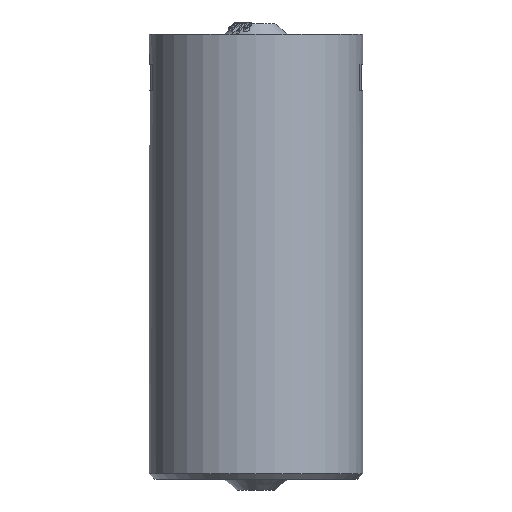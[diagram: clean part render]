
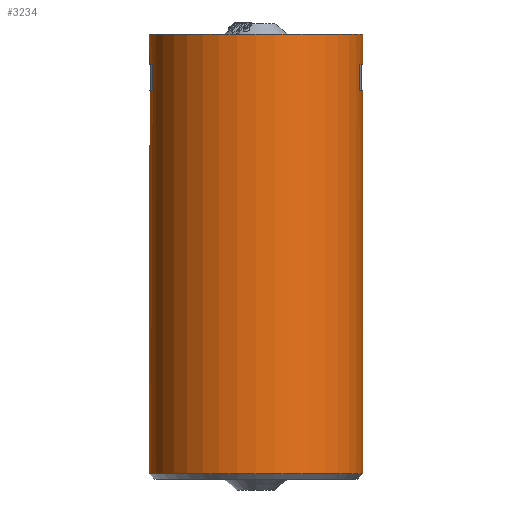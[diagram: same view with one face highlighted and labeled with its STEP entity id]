
A CAD part, front view. The second image highlights one B-rep face of the part: STEP entity #3234.
In plain terms, the highlighted cylindrical face has radius 9.85 mm (diameter 19.7 mm), a full revolution.
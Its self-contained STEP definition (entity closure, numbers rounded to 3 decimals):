
#41=FACE_BOUND('',#915,.T.);
#719=FACE_OUTER_BOUND('',#914,.T.);
#914=EDGE_LOOP('',(#2959,#2960,#2961,#2962,#2963,#2964,#2965,#2966,#2967,
#2968,#2969,#2970,#2971,#2972));
#915=EDGE_LOOP('',(#2973,#2974,#2975,#2976));
#980=CIRCLE('',#3410,9.85);
#981=CIRCLE('',#3411,9.85);
#982=CIRCLE('',#3414,9.85);
#983=CIRCLE('',#3417,9.85);
#984=CIRCLE('',#3418,9.85);
#987=CIRCLE('',#3430,9.85);
#989=CIRCLE('',#3432,9.85);
#990=CIRCLE('',#3435,9.85);
#991=CIRCLE('',#3436,9.85);
#992=CIRCLE('',#3437,9.85);
#1157=LINE('',#7091,#1349);
#1161=LINE('',#7101,#1353);
#1173=LINE('',#7174,#1365);
#1174=LINE('',#7176,#1366);
#1175=LINE('',#7178,#1367);
#1176=LINE('',#7181,#1368);
#1349=VECTOR('',#3906,10.);
#1353=VECTOR('',#3916,10.);
#1365=VECTOR('',#3966,9.85);
#1366=VECTOR('',#3969,9.85);
#1367=VECTOR('',#3970,10.);
#1368=VECTOR('',#3973,10.);
#1648=VERTEX_POINT('',#7083);
#1649=VERTEX_POINT('',#7084);
#1650=VERTEX_POINT('',#7088);
#1651=VERTEX_POINT('',#7090);
#1652=VERTEX_POINT('',#7094);
#1653=VERTEX_POINT('',#7098);
#1654=VERTEX_POINT('',#7100);
#1655=VERTEX_POINT('',#7104);
#1656=VERTEX_POINT('',#7106);
#1669=VERTEX_POINT('',#7164);
#1670=VERTEX_POINT('',#7165);
#1672=VERTEX_POINT('',#7173);
#1673=VERTEX_POINT('',#7177);
#1674=VERTEX_POINT('',#7180);
#2076=EDGE_CURVE('',#1648,#1649,#980,.T.);
#2077=EDGE_CURVE('',#1649,#1648,#981,.T.);
#2079=EDGE_CURVE('',#1651,#1650,#1157,.T.);
#2082=EDGE_CURVE('',#1650,#1652,#982,.T.);
#2084=EDGE_CURVE('',#1654,#1653,#1161,.T.);
#2087=EDGE_CURVE('',#1656,#1655,#983,.T.);
#2088=EDGE_CURVE('',#1653,#1656,#984,.T.);
#2107=EDGE_CURVE('',#1669,#1670,#987,.T.);
#2110=EDGE_CURVE('',#1670,#1669,#989,.T.);
#2111=EDGE_CURVE('',#1649,#1672,#1173,.T.);
#2112=EDGE_CURVE('',#1672,#1654,#990,.T.);
#2113=EDGE_CURVE('',#1656,#1669,#1174,.T.);
#2114=EDGE_CURVE('',#1655,#1673,#1175,.T.);
#2115=EDGE_CURVE('',#1673,#1672,#991,.T.);
#2116=EDGE_CURVE('',#1652,#1674,#1176,.T.);
#2117=EDGE_CURVE('',#1674,#1651,#992,.T.);
#2959=ORIENTED_EDGE('',*,*,#2076,.T.);
#2960=ORIENTED_EDGE('',*,*,#2111,.T.);
#2961=ORIENTED_EDGE('',*,*,#2112,.T.);
#2962=ORIENTED_EDGE('',*,*,#2084,.T.);
#2963=ORIENTED_EDGE('',*,*,#2088,.T.);
#2964=ORIENTED_EDGE('',*,*,#2113,.T.);
#2965=ORIENTED_EDGE('',*,*,#2110,.F.);
#2966=ORIENTED_EDGE('',*,*,#2107,.F.);
#2967=ORIENTED_EDGE('',*,*,#2113,.F.);
#2968=ORIENTED_EDGE('',*,*,#2087,.T.);
#2969=ORIENTED_EDGE('',*,*,#2114,.T.);
#2970=ORIENTED_EDGE('',*,*,#2115,.T.);
#2971=ORIENTED_EDGE('',*,*,#2111,.F.);
#2972=ORIENTED_EDGE('',*,*,#2077,.T.);
#2973=ORIENTED_EDGE('',*,*,#2079,.T.);
#2974=ORIENTED_EDGE('',*,*,#2082,.T.);
#2975=ORIENTED_EDGE('',*,*,#2116,.T.);
#2976=ORIENTED_EDGE('',*,*,#2117,.T.);
#3070=CYLINDRICAL_SURFACE('',#3434,9.85);
#3234=ADVANCED_FACE('',(#719,#41),#3070,.T.);
#3410=AXIS2_PLACEMENT_3D('',#7085,#3899,#3900);
#3411=AXIS2_PLACEMENT_3D('',#7086,#3901,#3902);
#3414=AXIS2_PLACEMENT_3D('',#7096,#3911,#3912);
#3417=AXIS2_PLACEMENT_3D('',#7107,#3921,#3922);
#3418=AXIS2_PLACEMENT_3D('',#7108,#3923,#3924);
#3430=AXIS2_PLACEMENT_3D('',#7166,#3955,#3956);
#3432=AXIS2_PLACEMENT_3D('',#7170,#3960,#3961);
#3434=AXIS2_PLACEMENT_3D('',#7172,#3964,#3965);
#3435=AXIS2_PLACEMENT_3D('',#7175,#3967,#3968);
#3436=AXIS2_PLACEMENT_3D('',#7179,#3971,#3972);
#3437=AXIS2_PLACEMENT_3D('',#7182,#3974,#3975);
#3899=DIRECTION('center_axis',(0.,0.,
-1.));
#3900=DIRECTION('ref_axis',(0.,-1.,0.));
#3901=DIRECTION('center_axis',(0.,0.,
-1.));
#3902=DIRECTION('ref_axis',(0.,-1.,0.));
#3906=DIRECTION('',(0.,0.,1.));
#3911=DIRECTION('center_axis',(0.,0.,
1.));
#3912=DIRECTION('ref_axis',(-1.,0.,0.));
#3916=DIRECTION('',(0.,0.,-1.));
#3921=DIRECTION('center_axis',(0.,0.,
-1.));
#3922=DIRECTION('ref_axis',(-1.,0.,0.));
#3923=DIRECTION('center_axis',(0.,0.,
-1.));
#3924=DIRECTION('ref_axis',(-1.,0.,0.));
#3955=DIRECTION('center_axis',(0.,0.,
-1.));
#3956=DIRECTION('ref_axis',(1.,0.,0.));
#3960=DIRECTION('center_axis',(0.,0.,
-1.));
#3961=DIRECTION('ref_axis',(1.,0.,0.));
#3964=DIRECTION('center_axis',(0.,0.,
1.));
#3965=DIRECTION('ref_axis',(-1.,0.,0.));
#3966=DIRECTION('',(0.,0.,-1.));
#3967=DIRECTION('center_axis',(0.,0.,
1.));
#3968=DIRECTION('ref_axis',(-1.,0.,0.));
#3969=DIRECTION('',(0.,0.,-1.));
#3970=DIRECTION('',(0.,0.,1.));
#3971=DIRECTION('center_axis',(0.,0.,
1.));
#3972=DIRECTION('ref_axis',(-1.,0.,0.));
#3973=DIRECTION('',(0.,0.,-1.));
#3974=DIRECTION('center_axis',(0.,0.,
-1.));
#3975=DIRECTION('ref_axis',(-1.,0.,0.));
#7083=CARTESIAN_POINT('',(-9.85,0.,17.65));
#7084=CARTESIAN_POINT('',(9.85,0.,17.65));
#7085=CARTESIAN_POINT('Origin',(0.,0.,
17.65));
#7086=CARTESIAN_POINT('Origin',(0.,0.,
17.65));
#7088=CARTESIAN_POINT('',(-9.527,2.5,14.85));
#7090=CARTESIAN_POINT('',(-9.527,2.5,12.45));
#7091=CARTESIAN_POINT('',(-9.527,2.5,-24.35));
#7094=CARTESIAN_POINT('',(-9.527,-2.5,14.85));
#7096=CARTESIAN_POINT('Origin',(0.,0.,
14.85));
#7098=CARTESIAN_POINT('',(9.527,2.5,12.45));
#7100=CARTESIAN_POINT('',(9.527,2.5,14.85));
#7101=CARTESIAN_POINT('',(9.527,2.5,-24.35));
#7104=CARTESIAN_POINT('',(9.527,-2.5,12.45));
#7106=CARTESIAN_POINT('',(9.85,0.,12.45));
#7107=CARTESIAN_POINT('Origin',(0.,0.,
12.45));
#7108=CARTESIAN_POINT('Origin',(0.,0.,
12.45));
#7164=CARTESIAN_POINT('',(9.85,0.,-22.85));
#7165=CARTESIAN_POINT('',(-9.85,0.,-22.85));
#7166=CARTESIAN_POINT('Origin',(0.,0.,
-22.85));
#7170=CARTESIAN_POINT('Origin',(0.,0.,
-22.85));
#7172=CARTESIAN_POINT('Origin',(0.,0.,
-24.35));
#7173=CARTESIAN_POINT('',(9.85,0.,14.85));
#7174=CARTESIAN_POINT('',(9.85,0.,-24.35));
#7175=CARTESIAN_POINT('Origin',(0.,0.,
14.85));
#7176=CARTESIAN_POINT('',(9.85,0.,-24.35));
#7177=CARTESIAN_POINT('',(9.527,-2.5,14.85));
#7178=CARTESIAN_POINT('',(9.527,-2.5,-24.35));
#7179=CARTESIAN_POINT('Origin',(0.,0.,
14.85));
#7180=CARTESIAN_POINT('',(-9.527,-2.5,12.45));
#7181=CARTESIAN_POINT('',(-9.527,-2.5,-24.35));
#7182=CARTESIAN_POINT('Origin',(0.,0.,
12.45));
